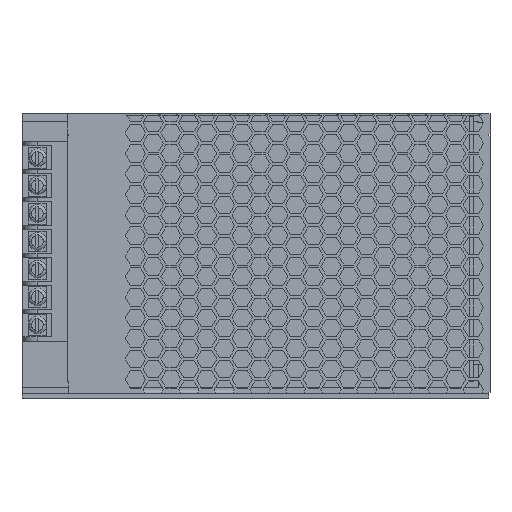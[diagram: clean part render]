
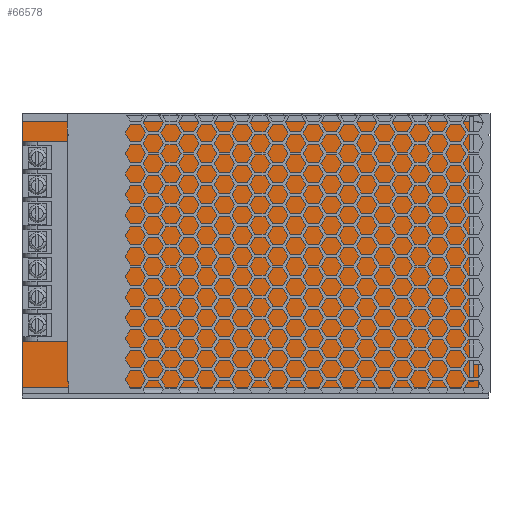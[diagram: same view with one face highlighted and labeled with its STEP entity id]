
A CAD part, top view. The second image highlights one B-rep face of the part: STEP entity #66578.
In plain terms, the highlighted planar face has unit normal (0, 0, 1).
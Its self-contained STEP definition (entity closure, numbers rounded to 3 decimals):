
#7 = ORIENTED_EDGE ( 'NONE', *, *, #81989, .T. ) ;
#199 = ORIENTED_EDGE ( 'NONE', *, *, #82077, .T. ) ;
#639 = VECTOR ( 'NONE', #43209, 1000. ) ;
#1363 = EDGE_CURVE ( 'NONE', #49565, #66483, #37636, .T. ) ;
#1514 = LINE ( 'NONE', #35006, #75308 ) ;
#2126 = VECTOR ( 'NONE', #65673, 1000. ) ;
#7560 = DIRECTION ( 'NONE',  ( 1., 0., 0. ) ) ;
#10691 = CARTESIAN_POINT ( 'NONE',  ( 3.824, -58.299, -22.9 ) ) ;
#11967 = LINE ( 'NONE', #25510, #20613 ) ;
#14779 = DIRECTION ( 'NONE',  ( 0., 0., 1. ) ) ;
#15333 = VECTOR ( 'NONE', #74766, 1000. ) ;
#15525 = DIRECTION ( 'NONE',  ( 1., 0., 0. ) ) ;
#15930 = CARTESIAN_POINT ( 'NONE',  ( 159.224, -58.299, -22.9 ) ) ;
#17906 = DIRECTION ( 'NONE',  ( 1., 0., 0. ) ) ;
#18972 = ORIENTED_EDGE ( 'NONE', *, *, #64803, .T. ) ;
#19767 = ORIENTED_EDGE ( 'NONE', *, *, #44534, .T. ) ;
#20613 = VECTOR ( 'NONE', #67107, 1000. ) ;
#20957 = DIRECTION ( 'NONE',  ( 0., -1., 0. ) ) ;
#21046 = ORIENTED_EDGE ( 'NONE', *, *, #61857, .T. ) ;
#21623 = EDGE_CURVE ( 'NONE', #66483, #81748, #1514, .T. ) ;
#23727 = ORIENTED_EDGE ( 'NONE', *, *, #21623, .T. ) ;
#24057 = CARTESIAN_POINT ( 'NONE',  ( 3.924, 0., -22.9 ) ) ;
#24249 = CARTESIAN_POINT ( 'NONE',  ( 3.824, -58.299, -22.9 ) ) ;
#25510 = CARTESIAN_POINT ( 'NONE',  ( 159.224, 32.501, -22.9 ) ) ;
#28760 = CARTESIAN_POINT ( 'NONE',  ( 0., -42.399, -22.9 ) ) ;
#29107 = VECTOR ( 'NONE', #66529, 1000. ) ;
#33024 = VERTEX_POINT ( 'NONE', #15930 ) ;
#33362 = FACE_BOUND ( 'NONE', #58320, .T. ) ;
#34080 = CARTESIAN_POINT ( 'NONE',  ( 19.324, 0., -22.9 ) ) ;
#35006 = CARTESIAN_POINT ( 'NONE',  ( 0., 25.501, -22.9 ) ) ;
#36883 = LINE ( 'NONE', #28760, #639 ) ;
#37636 = LINE ( 'NONE', #24057, #29107 ) ;
#41066 = EDGE_CURVE ( 'NONE', #72713, #49565, #36883, .T. ) ;
#43153 = EDGE_LOOP ( 'NONE', ( #21046, #18972, #7, #19767 ) ) ;
#43209 = DIRECTION ( 'NONE',  ( -1., 0., 0. ) ) ;
#44140 = CARTESIAN_POINT ( 'NONE',  ( 159.224, 32.501, -22.9 ) ) ;
#44534 = EDGE_CURVE ( 'NONE', #73694, #33024, #72624, .T. ) ;
#47185 = CARTESIAN_POINT ( 'NONE',  ( 3.824, 32.501, -22.9 ) ) ;
#48599 = AXIS2_PLACEMENT_3D ( 'NONE', #50477, #14779, #7560 ) ;
#49565 = VERTEX_POINT ( 'NONE', #86151 ) ;
#50477 = CARTESIAN_POINT ( 'NONE',  ( 0., 0., -22.9 ) ) ;
#53307 = ORIENTED_EDGE ( 'NONE', *, *, #1363, .T. ) ;
#54316 = VECTOR ( 'NONE', #20957, 1000. ) ;
#57242 = FACE_OUTER_BOUND ( 'NONE', #43153, .T. ) ;
#58320 = EDGE_LOOP ( 'NONE', ( #83254, #53307, #23727, #199 ) ) ;
#58449 = CARTESIAN_POINT ( 'NONE',  ( 3.824, 32.501, -22.9 ) ) ;
#61201 = LINE ( 'NONE', #47185, #54316 ) ;
#61582 = CARTESIAN_POINT ( 'NONE',  ( 19.324, -42.399, -22.9 ) ) ;
#61645 = LINE ( 'NONE', #34080, #15333 ) ;
#61857 = EDGE_CURVE ( 'NONE', #33024, #78509, #11967, .T. ) ;
#64803 = EDGE_CURVE ( 'NONE', #78509, #89180, #67005, .T. ) ;
#65673 = DIRECTION ( 'NONE',  ( -1., 0., 0. ) ) ;
#65993 = VECTOR ( 'NONE', #17906, 1000. ) ;
#66483 = VERTEX_POINT ( 'NONE', #68603 ) ;
#66529 = DIRECTION ( 'NONE',  ( 0., 1., 0. ) ) ;
#66578 = ADVANCED_FACE ( 'NONE', ( #33362, #57242 ), #76706, .T. ) ;
#67005 = LINE ( 'NONE', #86467, #2126 ) ;
#67107 = DIRECTION ( 'NONE',  ( 0., 1., 0. ) ) ;
#68603 = CARTESIAN_POINT ( 'NONE',  ( 3.924, 25.501, -22.9 ) ) ;
#71200 = CARTESIAN_POINT ( 'NONE',  ( 19.324, 25.501, -22.9 ) ) ;
#72624 = LINE ( 'NONE', #10691, #65993 ) ;
#72713 = VERTEX_POINT ( 'NONE', #61582 ) ;
#73694 = VERTEX_POINT ( 'NONE', #24249 ) ;
#74766 = DIRECTION ( 'NONE',  ( 0., -1., 0. ) ) ;
#75308 = VECTOR ( 'NONE', #15525, 1000. ) ;
#76706 = PLANE ( 'NONE',  #48599 ) ;
#78509 = VERTEX_POINT ( 'NONE', #44140 ) ;
#81748 = VERTEX_POINT ( 'NONE', #71200 ) ;
#81989 = EDGE_CURVE ( 'NONE', #89180, #73694, #61201, .T. ) ;
#82077 = EDGE_CURVE ( 'NONE', #81748, #72713, #61645, .T. ) ;
#83254 = ORIENTED_EDGE ( 'NONE', *, *, #41066, .T. ) ;
#86151 = CARTESIAN_POINT ( 'NONE',  ( 3.924, -42.399, -22.9 ) ) ;
#86467 = CARTESIAN_POINT ( 'NONE',  ( 3.824, 32.501, -22.9 ) ) ;
#89180 = VERTEX_POINT ( 'NONE', #58449 ) ;
